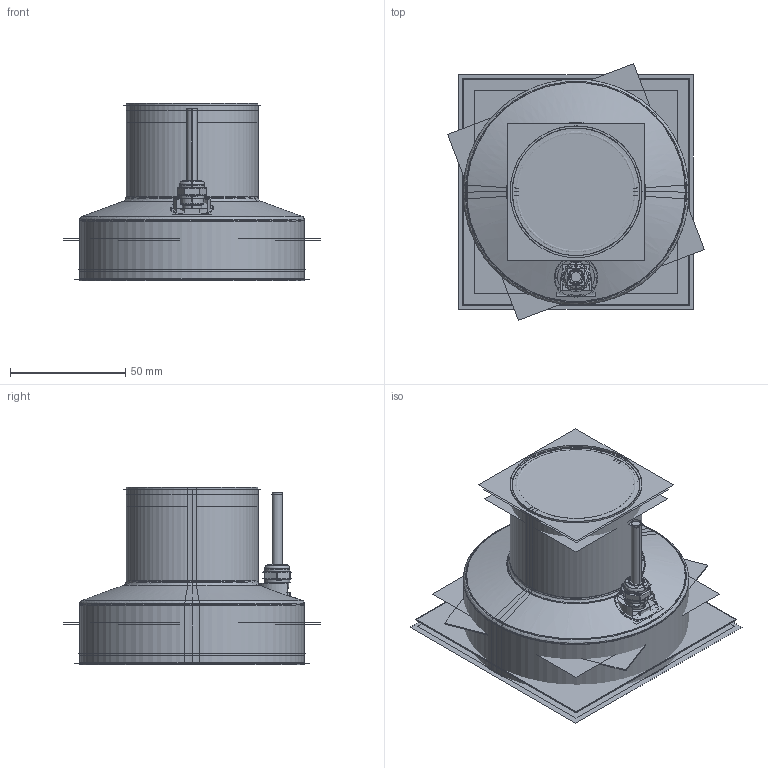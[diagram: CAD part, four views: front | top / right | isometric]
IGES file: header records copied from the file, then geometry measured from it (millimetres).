
Start section:  PTC IGES file: 208790.igs
Global section: file name: 208790.igs; native system: Creo Parametric by PTC Inc.; preprocessor: 2016260; author: pdmadmin; organization: Unknown; date: 20181002.124925; units: millimetre
Bounding box: 111.47 x 111.45 x 77.11 mm (x, y, z)
Volume: 149342 mm3; surface area: 363328.5 mm2
Topology: 10 solids, 12 shells, 302 faces, 1490 edges, 1915 vertices
Faces by surface type: revolution 210, bspline 92
